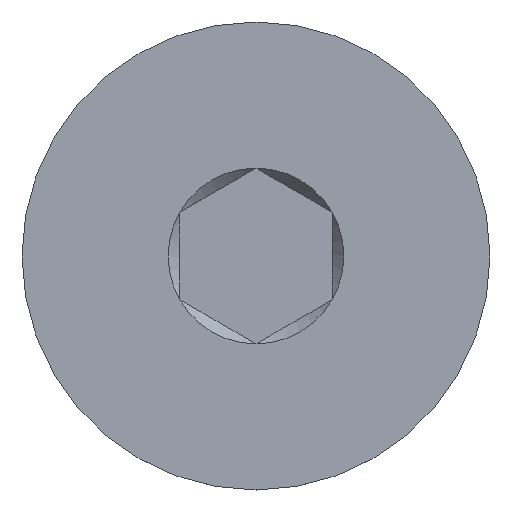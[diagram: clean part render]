
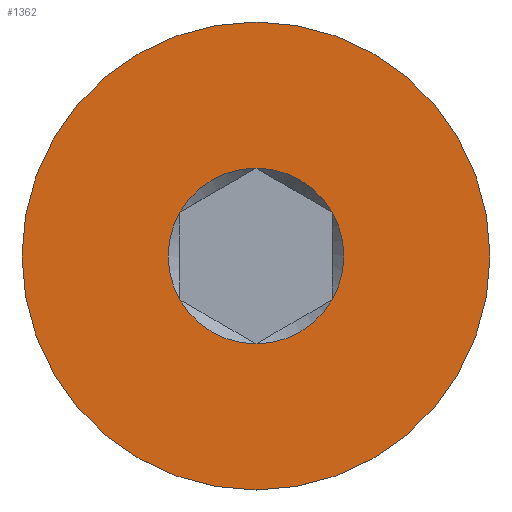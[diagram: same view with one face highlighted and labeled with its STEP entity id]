
A CAD part, top view. The second image highlights one B-rep face of the part: STEP entity #1362.
In plain terms, the highlighted planar face has unit normal (0, 0, 1).
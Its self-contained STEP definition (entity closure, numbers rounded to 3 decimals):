
#17=FACE_BOUND('',#237,.T.);
#18=PLANE('',#1472);
#159=FACE_OUTER_BOUND('',#236,.T.);
#236=EDGE_LOOP('',(#1070,#1071));
#237=EDGE_LOOP('',(#1072,#1073,#1074,#1075,#1076,#1077));
#262=CIRCLE('',#1464,0.751);
#263=CIRCLE('',#1466,2.);
#264=CIRCLE('',#1467,2.);
#268=CIRCLE('',#1473,0.751);
#269=CIRCLE('',#1474,0.751);
#270=CIRCLE('',#1475,0.751);
#271=CIRCLE('',#1476,0.751);
#272=CIRCLE('',#1477,0.751);
#591=VERTEX_POINT('',#6758);
#592=VERTEX_POINT('',#6759);
#593=VERTEX_POINT('',#6765);
#594=VERTEX_POINT('',#6766);
#600=VERTEX_POINT('',#6865);
#601=VERTEX_POINT('',#6867);
#602=VERTEX_POINT('',#6869);
#603=VERTEX_POINT('',#6871);
#786=EDGE_CURVE('',#591,#592,#262,.T.);
#787=EDGE_CURVE('',#593,#594,#263,.T.);
#788=EDGE_CURVE('',#594,#593,#264,.T.);
#797=EDGE_CURVE('',#592,#600,#268,.T.);
#798=EDGE_CURVE('',#600,#601,#269,.T.);
#799=EDGE_CURVE('',#601,#602,#270,.T.);
#800=EDGE_CURVE('',#602,#603,#271,.T.);
#801=EDGE_CURVE('',#603,#591,#272,.T.);
#1070=ORIENTED_EDGE('',*,*,#787,.T.);
#1071=ORIENTED_EDGE('',*,*,#788,.T.);
#1072=ORIENTED_EDGE('',*,*,#797,.T.);
#1073=ORIENTED_EDGE('',*,*,#798,.T.);
#1074=ORIENTED_EDGE('',*,*,#799,.T.);
#1075=ORIENTED_EDGE('',*,*,#800,.T.);
#1076=ORIENTED_EDGE('',*,*,#801,.T.);
#1077=ORIENTED_EDGE('',*,*,#786,.T.);
#1362=ADVANCED_FACE('',(#159,#17),#18,.F.);
#1464=AXIS2_PLACEMENT_3D('',#6763,#1678,#1679);
#1466=AXIS2_PLACEMENT_3D('',#6767,#1682,#1683);
#1467=AXIS2_PLACEMENT_3D('',#6768,#1684,#1685);
#1472=AXIS2_PLACEMENT_3D('',#6864,#1696,#1697);
#1473=AXIS2_PLACEMENT_3D('',#6866,#1698,#1699);
#1474=AXIS2_PLACEMENT_3D('',#6868,#1700,#1701);
#1475=AXIS2_PLACEMENT_3D('',#6870,#1702,#1703);
#1476=AXIS2_PLACEMENT_3D('',#6872,#1704,#1705);
#1477=AXIS2_PLACEMENT_3D('',#6873,#1706,#1707);
#1678=DIRECTION('center_axis',(0.,0.,-1.));
#1679=DIRECTION('ref_axis',(-1.,0.,0.));
#1682=DIRECTION('center_axis',(0.,0.,1.));
#1683=DIRECTION('ref_axis',(0.,-1.,0.));
#1684=DIRECTION('center_axis',(0.,0.,1.));
#1685=DIRECTION('ref_axis',(0.,-1.,0.));
#1696=DIRECTION('center_axis',(0.,0.,-1.));
#1697=DIRECTION('ref_axis',(0.,1.,0.));
#1698=DIRECTION('center_axis',(0.,0.,-1.));
#1699=DIRECTION('ref_axis',(-1.,0.,0.));
#1700=DIRECTION('center_axis',(0.,0.,-1.));
#1701=DIRECTION('ref_axis',(-1.,0.,0.));
#1702=DIRECTION('center_axis',(0.,0.,-1.));
#1703=DIRECTION('ref_axis',(-1.,0.,0.));
#1704=DIRECTION('center_axis',(0.,0.,-1.));
#1705=DIRECTION('ref_axis',(-1.,0.,0.));
#1706=DIRECTION('center_axis',(0.,0.,-1.));
#1707=DIRECTION('ref_axis',(-1.,0.,0.));
#6758=CARTESIAN_POINT('',(-0.65,-0.375,6.));
#6759=CARTESIAN_POINT('',(-0.65,0.375,6.));
#6763=CARTESIAN_POINT('Origin',(0.,0.,6.));
#6765=CARTESIAN_POINT('',(0.,-2.,6.));
#6766=CARTESIAN_POINT('',(0.,2.,6.));
#6767=CARTESIAN_POINT('Origin',(0.,0.,6.));
#6768=CARTESIAN_POINT('Origin',(0.,0.,6.));
#6864=CARTESIAN_POINT('Origin',(0.,0.,
6.));
#6865=CARTESIAN_POINT('',(0.,0.751,6.));
#6866=CARTESIAN_POINT('Origin',(0.,0.,6.));
#6867=CARTESIAN_POINT('',(0.65,0.375,6.));
#6868=CARTESIAN_POINT('Origin',(0.,0.,6.));
#6869=CARTESIAN_POINT('',(0.65,-0.375,6.));
#6870=CARTESIAN_POINT('Origin',(0.,0.,6.));
#6871=CARTESIAN_POINT('',(0.,-0.751,6.));
#6872=CARTESIAN_POINT('Origin',(0.,0.,6.));
#6873=CARTESIAN_POINT('Origin',(0.,0.,6.));
